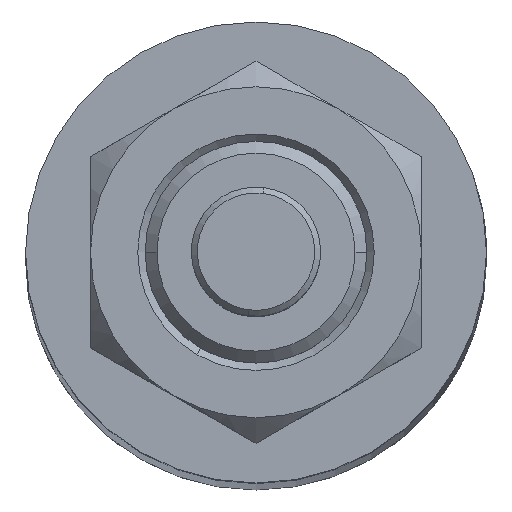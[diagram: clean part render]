
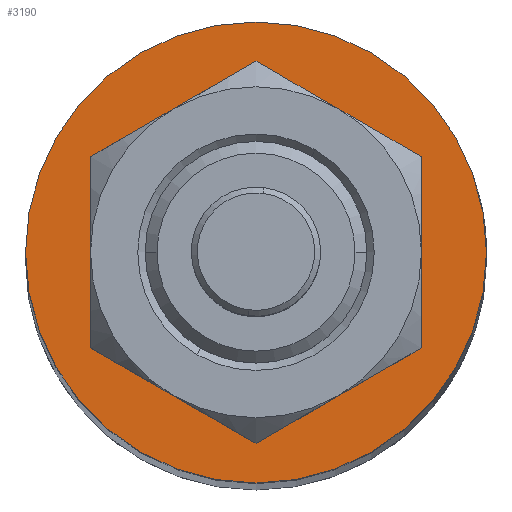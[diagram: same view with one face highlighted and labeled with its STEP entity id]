
A CAD part, top view. The second image highlights one B-rep face of the part: STEP entity #3190.
In plain terms, the highlighted planar face has unit normal (0, 0, 1).
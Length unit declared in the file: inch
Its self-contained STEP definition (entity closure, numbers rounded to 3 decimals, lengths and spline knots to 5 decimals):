
#29 = CARTESIAN_POINT ( 'NONE',  ( 0., 0.78, -0.88 ) ) ;
#160 = ORIENTED_EDGE ( 'NONE', *, *, #1012, .T. ) ;
#235 = CARTESIAN_POINT ( 'NONE',  ( 0., 0., -0.88 ) ) ;
#293 = CARTESIAN_POINT ( 'NONE',  ( 0., -0.373, -0.88 ) ) ;
#427 = AXIS2_PLACEMENT_3D ( 'NONE', #2572, #1019, #2841 ) ;
#493 = DIRECTION ( 'NONE',  ( 0., -1., 0. ) ) ;
#498 = DIRECTION ( 'NONE',  ( 0., 0., 1. ) ) ;
#634 = VERTEX_POINT ( 'NONE', #723 ) ;
#659 = AXIS2_PLACEMENT_3D ( 'NONE', #235, #2038, #493 ) ;
#673 = EDGE_LOOP ( 'NONE', ( #160, #2621 ) ) ;
#716 = FACE_OUTER_BOUND ( 'NONE', #673, .T. ) ;
#723 = CARTESIAN_POINT ( 'NONE',  ( -0.78, 0., -0.88 ) ) ;
#878 = EDGE_CURVE ( 'NONE', #1904, #1100, #2868, .T. ) ;
#911 = CIRCLE ( 'NONE', #427, 0.78 ) ;
#959 = AXIS2_PLACEMENT_3D ( 'NONE', #1203, #3010, #1466 ) ;
#1012 = EDGE_CURVE ( 'NONE', #2842, #634, #2628, .T. ) ;
#1019 = DIRECTION ( 'NONE',  ( 0., 0., 1. ) ) ;
#1038 = CIRCLE ( 'NONE', #659, 0.373 ) ;
#1100 = VERTEX_POINT ( 'NONE', #293 ) ;
#1203 = CARTESIAN_POINT ( 'NONE',  ( 0., 0., -0.88 ) ) ;
#1307 = DIRECTION ( 'NONE',  ( 0., 0., -1. ) ) ;
#1367 = AXIS2_PLACEMENT_3D ( 'NONE', #29, #1307, #3122 ) ;
#1396 = EDGE_CURVE ( 'NONE', #1100, #1904, #1038, .T. ) ;
#1466 = DIRECTION ( 'NONE',  ( 0., -1., 0. ) ) ;
#1563 = FACE_BOUND ( 'NONE', #1853, .T. ) ;
#1581 = EDGE_CURVE ( 'NONE', #634, #2842, #911, .T. ) ;
#1685 = CARTESIAN_POINT ( 'NONE',  ( 0.78, 0., -0.88 ) ) ;
#1774 = CARTESIAN_POINT ( 'NONE',  ( 0., 0.373, -0.88 ) ) ;
#1853 = EDGE_LOOP ( 'NONE', ( #1984, #3026 ) ) ;
#1904 = VERTEX_POINT ( 'NONE', #1774 ) ;
#1984 = ORIENTED_EDGE ( 'NONE', *, *, #1396, .F. ) ;
#2038 = DIRECTION ( 'NONE',  ( 0., 0., 1. ) ) ;
#2042 = CARTESIAN_POINT ( 'NONE',  ( 0., 0., -0.88 ) ) ;
#2303 = DIRECTION ( 'NONE',  ( 1., 0., 0. ) ) ;
#2354 = AXIS2_PLACEMENT_3D ( 'NONE', #2042, #498, #2303 ) ;
#2572 = CARTESIAN_POINT ( 'NONE',  ( 0., 0., -0.88 ) ) ;
#2621 = ORIENTED_EDGE ( 'NONE', *, *, #1581, .T. ) ;
#2628 = CIRCLE ( 'NONE', #2354, 0.78 ) ;
#2841 = DIRECTION ( 'NONE',  ( 1., 0., 0. ) ) ;
#2842 = VERTEX_POINT ( 'NONE', #1685 ) ;
#2853 = PLANE ( 'NONE',  #1367 ) ;
#2868 = CIRCLE ( 'NONE', #959, 0.373 ) ;
#3010 = DIRECTION ( 'NONE',  ( 0., 0., 1. ) ) ;
#3026 = ORIENTED_EDGE ( 'NONE', *, *, #878, .F. ) ;
#3122 = DIRECTION ( 'NONE',  ( -1., 0., 0. ) ) ;
#3190 = ADVANCED_FACE ( 'NONE', ( #716, #1563 ), #2853, .F. ) ;
